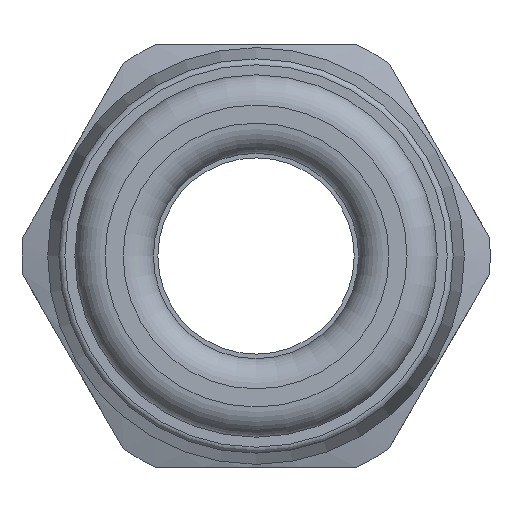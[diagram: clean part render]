
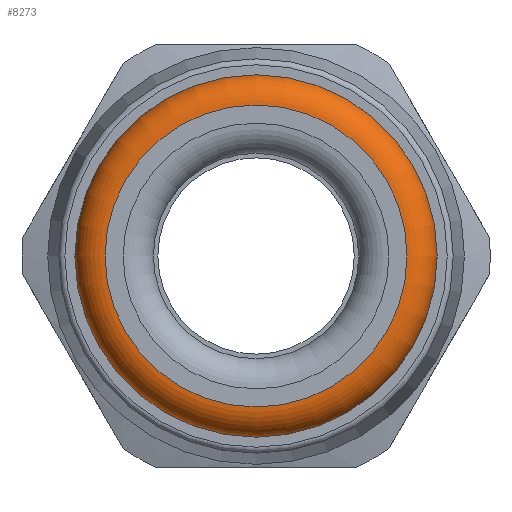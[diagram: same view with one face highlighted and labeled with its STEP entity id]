
A CAD part, left-side view. The second image highlights one B-rep face of the part: STEP entity #8273.
In plain terms, the highlighted toroidal (fillet/blend) face has major radius 5 mm and minor radius 1 mm.
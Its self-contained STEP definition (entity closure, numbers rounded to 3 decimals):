
#111=TOROIDAL_SURFACE('',#9267,5.,1.);
#1929=FACE_BOUND('',#3029,.T.);
#2418=FACE_OUTER_BOUND('',#3028,.T.);
#3028=EDGE_LOOP('',(#7693));
#3029=EDGE_LOOP('',(#7694));
#3485=CIRCLE('',#9268,5.);
#3486=CIRCLE('',#9269,6.);
#4280=VERTEX_POINT('',#14888);
#4281=VERTEX_POINT('',#14890);
#5422=EDGE_CURVE('',#4280,#4280,#3485,.T.);
#5423=EDGE_CURVE('',#4281,#4281,#3486,.T.);
#7693=ORIENTED_EDGE('',*,*,#5422,.T.);
#7694=ORIENTED_EDGE('',*,*,#5423,.F.);
#8273=ADVANCED_FACE('',(#2418,#1929),#111,.T.);
#9267=AXIS2_PLACEMENT_3D('',#14887,#11758,#11759);
#9268=AXIS2_PLACEMENT_3D('',#14889,#11760,#11761);
#9269=AXIS2_PLACEMENT_3D('',#14891,#11762,#11763);
#11758=DIRECTION('center_axis',(1.,0.,0.));
#11759=DIRECTION('ref_axis',(0.,0.,-1.));
#11760=DIRECTION('center_axis',(1.,0.,0.));
#11761=DIRECTION('ref_axis',(0.,0.,-1.));
#11762=DIRECTION('center_axis',(1.,0.,0.));
#11763=DIRECTION('ref_axis',(0.,0.,-1.));
#14887=CARTESIAN_POINT('Origin',(1.,0.,0.));
#14888=CARTESIAN_POINT('',(0.,5.,0.));
#14889=CARTESIAN_POINT('Origin',(0.,0.,0.));
#14890=CARTESIAN_POINT('',(1.,6.,0.));
#14891=CARTESIAN_POINT('Origin',(1.,0.,0.));
